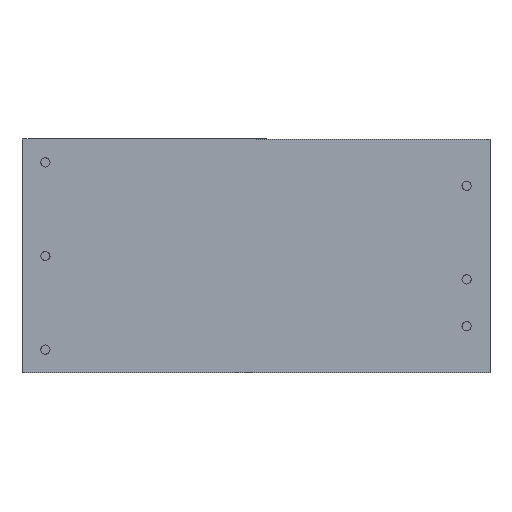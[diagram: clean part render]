
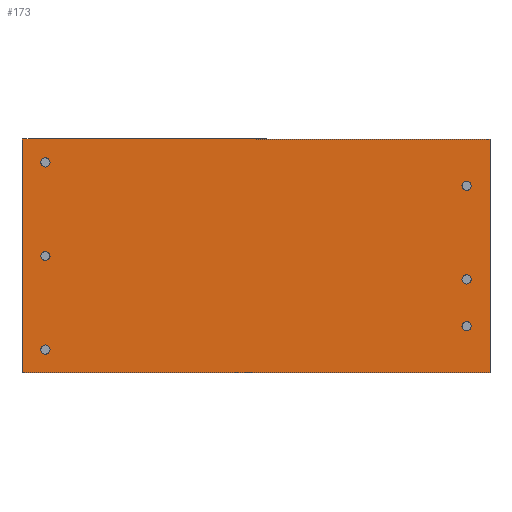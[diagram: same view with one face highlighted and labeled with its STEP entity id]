
A CAD part, front view. The second image highlights one B-rep face of the part: STEP entity #173.
In plain terms, the highlighted planar face has unit normal (0, -1, 0).
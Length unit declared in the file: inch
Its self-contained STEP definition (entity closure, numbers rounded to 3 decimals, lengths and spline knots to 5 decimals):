
#10 = CARTESIAN_POINT ( 'NONE',  ( 0.9, 0., 0.3 ) ) ;
#12 = AXIS2_PLACEMENT_3D ( 'NONE', #780, #559, #709 ) ;
#15 = CARTESIAN_POINT ( 'NONE',  ( 0.9, 0., 0.31969 ) ) ;
#33 = EDGE_CURVE ( 'NONE', #169, #770, #58, .T. ) ;
#36 = EDGE_LOOP ( 'NONE', ( #879, #99 ) ) ;
#44 = EDGE_CURVE ( 'NONE', #514, #385, #433, .T. ) ;
#51 = CARTESIAN_POINT ( 'NONE',  ( -0.9, 0., 0.4 ) ) ;
#54 = CIRCLE ( 'NONE', #553, 0.01969 ) ;
#57 = EDGE_CURVE ( 'NONE', #612, #582, #384, .T. ) ;
#58 = LINE ( 'NONE', #126, #255 ) ;
#63 = CARTESIAN_POINT ( 'NONE',  ( 1., 0., -0.5 ) ) ;
#64 = ORIENTED_EDGE ( 'NONE', *, *, #727, .F. ) ;
#67 = EDGE_LOOP ( 'NONE', ( #64, #565, #504, #841 ) ) ;
#68 = DIRECTION ( 'NONE',  ( 0., 0., 1. ) ) ;
#77 = EDGE_CURVE ( 'NONE', #770, #455, #592, .T. ) ;
#90 = CARTESIAN_POINT ( 'NONE',  ( -1., 0., -0.5 ) ) ;
#97 = DIRECTION ( 'NONE',  ( 0., 0., 1. ) ) ;
#99 = ORIENTED_EDGE ( 'NONE', *, *, #599, .F. ) ;
#119 = CARTESIAN_POINT ( 'NONE',  ( -0.9, 0., -0.4 ) ) ;
#123 = DIRECTION ( 'NONE',  ( 0., 0., -1. ) ) ;
#126 = CARTESIAN_POINT ( 'NONE',  ( 1., 0., 0.5 ) ) ;
#129 = CIRCLE ( 'NONE', #221, 0.01969 ) ;
#137 = CARTESIAN_POINT ( 'NONE',  ( -0.9, 0., 0.41969 ) ) ;
#138 = EDGE_CURVE ( 'NONE', #205, #768, #247, .T. ) ;
#143 = PLANE ( 'NONE',  #322 ) ;
#146 = AXIS2_PLACEMENT_3D ( 'NONE', #119, #669, #264 ) ;
#154 = DIRECTION ( 'NONE',  ( 0., -1., 0. ) ) ;
#157 = DIRECTION ( 'NONE',  ( 0., 0., 1. ) ) ;
#160 = AXIS2_PLACEMENT_3D ( 'NONE', #10, #776, #495 ) ;
#169 = VERTEX_POINT ( 'NONE', #271 ) ;
#173 = ADVANCED_FACE ( 'NONE', ( #667, #191, #792, #647, #424, #731, #179 ), #143, .F. ) ;
#179 = FACE_OUTER_BOUND ( 'NONE', #67, .T. ) ;
#180 = EDGE_LOOP ( 'NONE', ( #722, #886 ) ) ;
#185 = LINE ( 'NONE', #446, #555 ) ;
#186 = DIRECTION ( 'NONE',  ( 0., 0., 1. ) ) ;
#191 = FACE_BOUND ( 'NONE', #180, .T. ) ;
#192 = EDGE_LOOP ( 'NONE', ( #324, #562 ) ) ;
#194 = DIRECTION ( 'NONE',  ( 0., 0., 1. ) ) ;
#205 = VERTEX_POINT ( 'NONE', #895 ) ;
#214 = CIRCLE ( 'NONE', #739, 0.01969 ) ;
#220 = DIRECTION ( 'NONE',  ( 0., 0., 1. ) ) ;
#221 = AXIS2_PLACEMENT_3D ( 'NONE', #427, #423, #157 ) ;
#224 = CARTESIAN_POINT ( 'NONE',  ( 0.9, 0., -0.08031 ) ) ;
#247 = CIRCLE ( 'NONE', #870, 0.01969 ) ;
#250 = CARTESIAN_POINT ( 'NONE',  ( -0.9, 0., 0.01969 ) ) ;
#255 = VECTOR ( 'NONE', #405, 39.37008 ) ;
#264 = DIRECTION ( 'NONE',  ( 0., 0., 1. ) ) ;
#271 = CARTESIAN_POINT ( 'NONE',  ( -1., 0., 0.5 ) ) ;
#272 = DIRECTION ( 'NONE',  ( 0., -1., 0. ) ) ;
#273 = CIRCLE ( 'NONE', #417, 0.01969 ) ;
#280 = CARTESIAN_POINT ( 'NONE',  ( 0.9, 0., -0.3 ) ) ;
#283 = CARTESIAN_POINT ( 'NONE',  ( -0.9, 0., 0.38031 ) ) ;
#284 = CIRCLE ( 'NONE', #596, 0.01969 ) ;
#289 = VERTEX_POINT ( 'NONE', #620 ) ;
#295 = CARTESIAN_POINT ( 'NONE',  ( -0.9, 0., 0.4 ) ) ;
#305 = EDGE_CURVE ( 'NONE', #703, #332, #129, .T. ) ;
#313 = VERTEX_POINT ( 'NONE', #629 ) ;
#319 = CARTESIAN_POINT ( 'NONE',  ( 0.9, 0., -0.28031 ) ) ;
#321 = VERTEX_POINT ( 'NONE', #15 ) ;
#322 = AXIS2_PLACEMENT_3D ( 'NONE', #420, #490, #68 ) ;
#323 = VERTEX_POINT ( 'NONE', #224 ) ;
#324 = ORIENTED_EDGE ( 'NONE', *, *, #305, .F. ) ;
#332 = VERTEX_POINT ( 'NONE', #845 ) ;
#344 = VERTEX_POINT ( 'NONE', #90 ) ;
#346 = ORIENTED_EDGE ( 'NONE', *, *, #44, .F. ) ;
#358 = DIRECTION ( 'NONE',  ( 0., 0., 1. ) ) ;
#375 = ORIENTED_EDGE ( 'NONE', *, *, #557, .F. ) ;
#382 = CARTESIAN_POINT ( 'NONE',  ( 1., 0., -0.5 ) ) ;
#384 = CIRCLE ( 'NONE', #146, 0.01969 ) ;
#385 = VERTEX_POINT ( 'NONE', #137 ) ;
#386 = CARTESIAN_POINT ( 'NONE',  ( -0.9, 0., -0.4 ) ) ;
#393 = AXIS2_PLACEMENT_3D ( 'NONE', #51, #534, #194 ) ;
#395 = ORIENTED_EDGE ( 'NONE', *, *, #57, .F. ) ;
#400 = CARTESIAN_POINT ( 'NONE',  ( 1., 0., 0.5 ) ) ;
#401 = EDGE_CURVE ( 'NONE', #332, #703, #273, .T. ) ;
#405 = DIRECTION ( 'NONE',  ( 1., 0., 0. ) ) ;
#409 = EDGE_CURVE ( 'NONE', #768, #205, #801, .T. ) ;
#417 = AXIS2_PLACEMENT_3D ( 'NONE', #554, #487, #220 ) ;
#420 = CARTESIAN_POINT ( 'NONE',  ( 0., 0., 0. ) ) ;
#423 = DIRECTION ( 'NONE',  ( 0., -1., 0. ) ) ;
#424 = FACE_BOUND ( 'NONE', #192, .T. ) ;
#427 = CARTESIAN_POINT ( 'NONE',  ( -0.9, 0., 0. ) ) ;
#433 = CIRCLE ( 'NONE', #393, 0.01969 ) ;
#438 = EDGE_CURVE ( 'NONE', #321, #313, #214, .T. ) ;
#446 = CARTESIAN_POINT ( 'NONE',  ( -1., 0., 0.5 ) ) ;
#451 = EDGE_CURVE ( 'NONE', #323, #289, #509, .T. ) ;
#455 = VERTEX_POINT ( 'NONE', #63 ) ;
#466 = VECTOR ( 'NONE', #123, 39.37008 ) ;
#477 = EDGE_LOOP ( 'NONE', ( #481, #756 ) ) ;
#479 = DIRECTION ( 'NONE',  ( 0., -1., 0. ) ) ;
#481 = ORIENTED_EDGE ( 'NONE', *, *, #409, .F. ) ;
#482 = DIRECTION ( 'NONE',  ( 0., 0., 1. ) ) ;
#484 = VECTOR ( 'NONE', #578, 39.37008 ) ;
#487 = DIRECTION ( 'NONE',  ( 0., -1., 0. ) ) ;
#490 = DIRECTION ( 'NONE',  ( 0., 1., 0. ) ) ;
#495 = DIRECTION ( 'NONE',  ( 0., 0., 1. ) ) ;
#498 = CARTESIAN_POINT ( 'NONE',  ( -0.9, 0., -0.38031 ) ) ;
#504 = ORIENTED_EDGE ( 'NONE', *, *, #77, .F. ) ;
#509 = CIRCLE ( 'NONE', #775, 0.01969 ) ;
#514 = VERTEX_POINT ( 'NONE', #283 ) ;
#516 = CARTESIAN_POINT ( 'NONE',  ( 1., 0., 0.5 ) ) ;
#522 = DIRECTION ( 'NONE',  ( 0., -1., 0. ) ) ;
#534 = DIRECTION ( 'NONE',  ( 0., -1., 0. ) ) ;
#553 = AXIS2_PLACEMENT_3D ( 'NONE', #386, #522, #186 ) ;
#554 = CARTESIAN_POINT ( 'NONE',  ( -0.9, 0., 0. ) ) ;
#555 = VECTOR ( 'NONE', #97, 39.37008 ) ;
#557 = EDGE_CURVE ( 'NONE', #385, #514, #284, .T. ) ;
#559 = DIRECTION ( 'NONE',  ( 0., -1., 0. ) ) ;
#562 = ORIENTED_EDGE ( 'NONE', *, *, #401, .F. ) ;
#565 = ORIENTED_EDGE ( 'NONE', *, *, #683, .F. ) ;
#578 = DIRECTION ( 'NONE',  ( -1., 0., 0. ) ) ;
#582 = VERTEX_POINT ( 'NONE', #498 ) ;
#590 = EDGE_CURVE ( 'NONE', #289, #323, #864, .T. ) ;
#592 = LINE ( 'NONE', #400, #466 ) ;
#596 = AXIS2_PLACEMENT_3D ( 'NONE', #295, #154, #696 ) ;
#599 = EDGE_CURVE ( 'NONE', #313, #321, #674, .T. ) ;
#612 = VERTEX_POINT ( 'NONE', #627 ) ;
#613 = DIRECTION ( 'NONE',  ( 0., 0., 1. ) ) ;
#620 = CARTESIAN_POINT ( 'NONE',  ( 0.9, 0., -0.11969 ) ) ;
#627 = CARTESIAN_POINT ( 'NONE',  ( -0.9, 0., -0.41969 ) ) ;
#629 = CARTESIAN_POINT ( 'NONE',  ( 0.9, 0., 0.28031 ) ) ;
#640 = LINE ( 'NONE', #382, #484 ) ;
#647 = FACE_BOUND ( 'NONE', #840, .T. ) ;
#659 = EDGE_LOOP ( 'NONE', ( #375, #346 ) ) ;
#667 = FACE_BOUND ( 'NONE', #477, .T. ) ;
#669 = DIRECTION ( 'NONE',  ( 0., -1., 0. ) ) ;
#674 = CIRCLE ( 'NONE', #160, 0.01969 ) ;
#678 = DIRECTION ( 'NONE',  ( 0., -1., 0. ) ) ;
#683 = EDGE_CURVE ( 'NONE', #455, #344, #640, .T. ) ;
#685 = CARTESIAN_POINT ( 'NONE',  ( 0.9, 0., 0.3 ) ) ;
#696 = DIRECTION ( 'NONE',  ( 0., 0., 1. ) ) ;
#703 = VERTEX_POINT ( 'NONE', #250 ) ;
#709 = DIRECTION ( 'NONE',  ( 0., 0., 1. ) ) ;
#722 = ORIENTED_EDGE ( 'NONE', *, *, #451, .F. ) ;
#727 = EDGE_CURVE ( 'NONE', #344, #169, #185, .T. ) ;
#731 = FACE_BOUND ( 'NONE', #659, .T. ) ;
#739 = AXIS2_PLACEMENT_3D ( 'NONE', #685, #479, #358 ) ;
#752 = DIRECTION ( 'NONE',  ( 0., -1., 0. ) ) ;
#756 = ORIENTED_EDGE ( 'NONE', *, *, #138, .F. ) ;
#757 = CARTESIAN_POINT ( 'NONE',  ( 0.9, 0., -0.3 ) ) ;
#762 = CARTESIAN_POINT ( 'NONE',  ( 0.9, 0., -0.1 ) ) ;
#768 = VERTEX_POINT ( 'NONE', #319 ) ;
#770 = VERTEX_POINT ( 'NONE', #516 ) ;
#775 = AXIS2_PLACEMENT_3D ( 'NONE', #762, #752, #613 ) ;
#776 = DIRECTION ( 'NONE',  ( 0., -1., 0. ) ) ;
#780 = CARTESIAN_POINT ( 'NONE',  ( 0.9, 0., -0.1 ) ) ;
#792 = FACE_BOUND ( 'NONE', #36, .T. ) ;
#801 = CIRCLE ( 'NONE', #893, 0.01969 ) ;
#829 = EDGE_CURVE ( 'NONE', #582, #612, #54, .T. ) ;
#840 = EDGE_LOOP ( 'NONE', ( #869, #395 ) ) ;
#841 = ORIENTED_EDGE ( 'NONE', *, *, #33, .F. ) ;
#845 = CARTESIAN_POINT ( 'NONE',  ( -0.9, 0., -0.01969 ) ) ;
#864 = CIRCLE ( 'NONE', #12, 0.01969 ) ;
#869 = ORIENTED_EDGE ( 'NONE', *, *, #829, .F. ) ;
#870 = AXIS2_PLACEMENT_3D ( 'NONE', #757, #678, #482 ) ;
#879 = ORIENTED_EDGE ( 'NONE', *, *, #438, .F. ) ;
#886 = ORIENTED_EDGE ( 'NONE', *, *, #590, .F. ) ;
#893 = AXIS2_PLACEMENT_3D ( 'NONE', #280, #272, #901 ) ;
#895 = CARTESIAN_POINT ( 'NONE',  ( 0.9, 0., -0.31969 ) ) ;
#901 = DIRECTION ( 'NONE',  ( 0., 0., 1. ) ) ;
